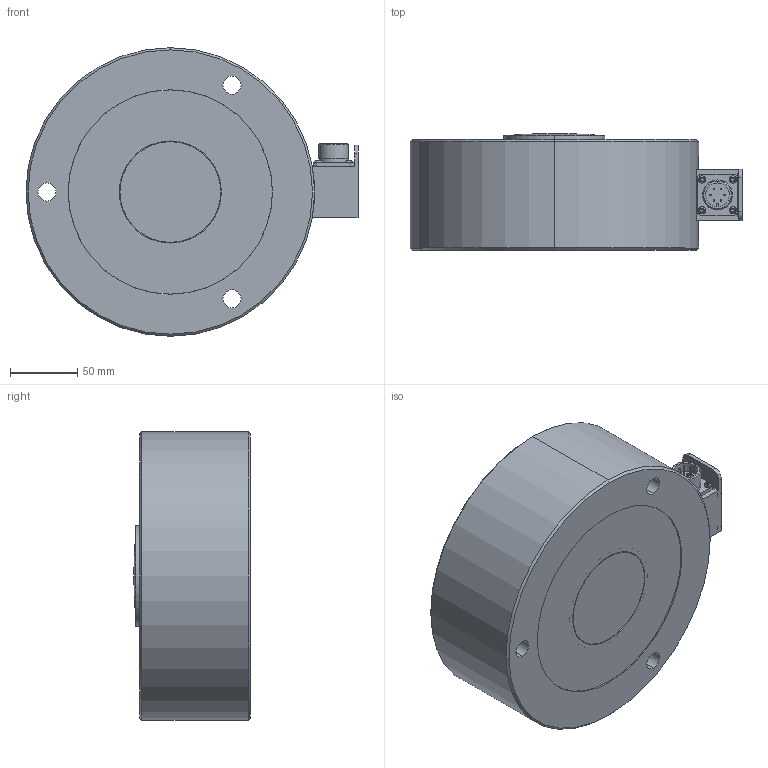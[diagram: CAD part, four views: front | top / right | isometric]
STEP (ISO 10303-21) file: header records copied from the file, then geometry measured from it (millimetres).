
FILE_DESCRIPTION (( 'STEP AP214' ), '1' );
FILE_NAME ('PG3-A-400K X1 (STEP).STEP', '2024-01-17T22:57:16', ( '' ), ( '' ), 'SwSTEP 2.0', 'SolidWorks 2021', '' );
FILE_SCHEMA (( 'AUTOMOTIVE_DESIGN' ));
Length unit declared in the file: inch
Products named in the file (1): PG3-A-400K X1 (STEP)
Bounding box: 247.75 x 87.12 x 215.39 mm (x, y, z)
Surface area: 153501.7 mm2 (no closed solid volume)
Topology: 0 solids, 15 shells, 172 faces, 468 edges, 325 vertices
Faces by surface type: cylinder 75, plane 73, cone 14, torus 8, sphere 2
Entity records: 7767 total; most frequent: DIRECTION 1036, CARTESIAN_POINT 966, ORIENTED_EDGE 792, EDGE_CURVE 468, AXIS2_PLACEMENT_3D 395, VERTEX_POINT 325, LINE 246, VECTOR 246
